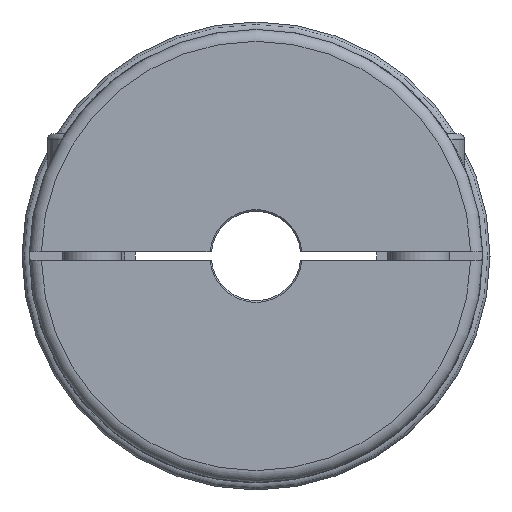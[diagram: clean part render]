
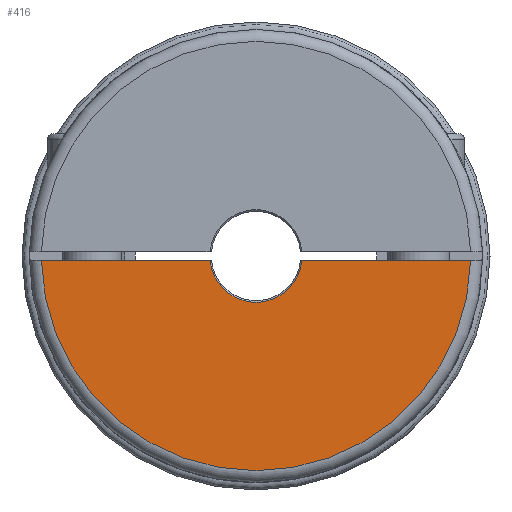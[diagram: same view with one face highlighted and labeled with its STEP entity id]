
A CAD part, left-side view. The second image highlights one B-rep face of the part: STEP entity #416.
In plain terms, the highlighted planar face has unit normal (-1, 0, 0).
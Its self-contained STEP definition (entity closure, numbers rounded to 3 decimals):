
#416 = ADVANCED_FACE( '', ( #1117 ), #1118, .T. );
#1117 = FACE_OUTER_BOUND( '', #2256, .T. );
#1118 = PLANE( '', #2257 );
#2256 = EDGE_LOOP( '', ( #3539, #3540, #3541, #3542 ) );
#2257 = AXIS2_PLACEMENT_3D( '', #3543, #3544, #3545 );
#3539 = ORIENTED_EDGE( '', *, *, #5667, .F. );
#3540 = ORIENTED_EDGE( '', *, *, #5668, .T. );
#3541 = ORIENTED_EDGE( '', *, *, #5669, .F. );
#3542 = ORIENTED_EDGE( '', *, *, #5670, .T. );
#3543 = CARTESIAN_POINT( '', ( -43., 0., 15. ) );
#3544 = DIRECTION( '', ( -1., 0., 0. ) );
#3545 = DIRECTION( '', ( 0., 0., 1. ) );
#5667 = EDGE_CURVE( '', #6613, #6614, #6615, .T. );
#5668 = EDGE_CURVE( '', #6613, #6616, #6617, .T. );
#5669 = EDGE_CURVE( '', #6618, #6616, #6619, .T. );
#5670 = EDGE_CURVE( '', #6618, #6614, #6620, .T. );
#6613 = VERTEX_POINT( '', #8227 );
#6614 = VERTEX_POINT( '', #8228 );
#6615 = LINE( '', #8229, #8230 );
#6616 = VERTEX_POINT( '', #8231 );
#6617 = CIRCLE( '', #8232, 72. );
#6618 = VERTEX_POINT( '', #8233 );
#6619 = LINE( '', #8234, #8235 );
#6620 = CIRCLE( '', #8236, 15.5 );
#8227 = CARTESIAN_POINT( '', ( -43., 71.984, -1.5 ) );
#8228 = CARTESIAN_POINT( '', ( -43., 15.427, -1.5 ) );
#8229 = CARTESIAN_POINT( '', ( -43., 0., -1.5 ) );
#8230 = VECTOR( '', #10596, 1000. );
#8231 = CARTESIAN_POINT( '', ( -43., -71.984, -1.5 ) );
#8232 = AXIS2_PLACEMENT_3D( '', #10597, #10598, #10599 );
#8233 = CARTESIAN_POINT( '', ( -43., -15.427, -1.5 ) );
#8234 = CARTESIAN_POINT( '', ( -43., 0., -1.5 ) );
#8235 = VECTOR( '', #10600, 1000. );
#8236 = AXIS2_PLACEMENT_3D( '', #10601, #10602, #10603 );
#10596 = DIRECTION( '', ( 0., -1., 0. ) );
#10597 = CARTESIAN_POINT( '', ( -43., 0., 0. ) );
#10598 = DIRECTION( '', ( -1., 0., 0. ) );
#10599 = DIRECTION( '', ( 0., 0., 1. ) );
#10600 = DIRECTION( '', ( 0., -1., 0. ) );
#10601 = CARTESIAN_POINT( '', ( -43., 0., 0. ) );
#10602 = DIRECTION( '', ( 1., 0., 0. ) );
#10603 = DIRECTION( '', ( 0., 0., 1. ) );
